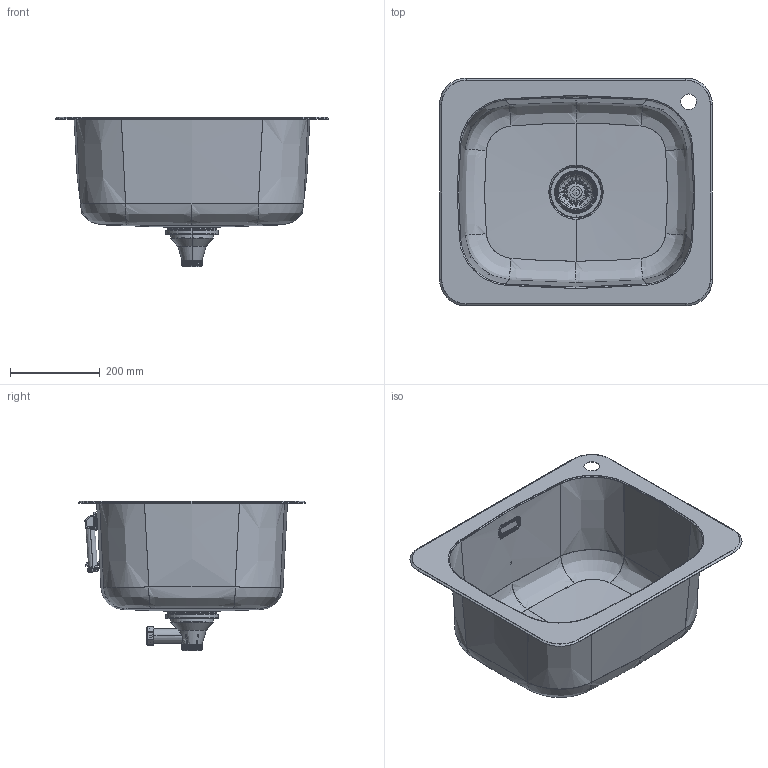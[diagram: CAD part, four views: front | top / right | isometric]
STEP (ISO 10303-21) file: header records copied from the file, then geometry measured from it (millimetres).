
FILE_DESCRIPTION(/* description */ (''),/* implementation_level */ '2;1');
FILE_NAME(/* name */ 'STEP - 1262C-RTH_2406945',/* time_stamp */ '2024-09-06T07:51:21+10:00',/* author */ (''),/* organization */ (''),/* preprocessor_version */ 'ST-DEVELOPER v16.5',/* originating_system */ 'Rhino 7.37',/* authorisation */ '');
FILE_SCHEMA (('CONFIG_CONTROL_DESIGN'));
Products named in the file (33): Document; 1262C-3; A2Axiashuiqi; ASM0030_ASM; ASM0031_ASM; ASM0032_ASM; ASM0033_ASM; ASM0034_ASM; PRT0095; PRT0097; PRT0098; ASM0035_ASM; PRT0099; PRT0100; PRT0101; PRT0102; PRT0103; PRT0104; PRT0105; PRT0106; ASM0036_ASM; PRT0107; PRT0108; PRT0109; PRT0110; PRT0111; PRT0112; HUANXINGYISHUI; HUANXINGYISHUIJIETOU; YISHUITONGLUOMU; HUANXINGMIFENGQUAN00; HUANXINGGUDIGNZUO-YUAN; HUANXINGYISHUIZHUANGSHIGAI
Assembly tree (33 placements, depth 9):
  Document
    1262C-3
      A2Axiashuiqi
        ASM0030_ASM
          ASM0031_ASM
            ASM0032_ASM
              ASM0033_ASM
                ASM0034_ASM
                  PRT0095
                PRT0097
                PRT0098
                ASM0035_ASM
                  PRT0099
                  PRT0100
                  PRT0101
                  PRT0102
                  PRT0103
                  PRT0104
                  PRT0105
                  PRT0106
                ASM0036_ASM
                  PRT0107
                  PRT0108
                  PRT0109
                  PRT0110
                  PRT0111
          PRT0112
      HUANXINGYISHUI
        HUANXINGYISHUIJIETOU
        YISHUITONGLUOMU  x2
        HUANXINGMIFENGQUAN00
        HUANXINGGUDIGNZUO-YUAN
        HUANXINGYISHUIZHUANGSHIGAI
Bounding box: 609 x 509 x 334.11 mm (x, y, z)
Volume: 739238.6 mm3; surface area: 1472617.4 mm2
Topology: 24 solids, 24 shells, 2263 faces, 6122 edges, 3897 vertices
Faces by surface type: bspline 784, plane 746, cylinder 733
Entity records: 120697 total; most frequent: CARTESIAN_POINT 82713, ORIENTED_EDGE 11346, EDGE_CURVE 5673, VERTEX_POINT 3610, B_SPLINE_CURVE_WITH_KNOTS 3546, EDGE_LOOP 2219, ADVANCED_FACE 2113, FACE_OUTER_BOUND 2113
